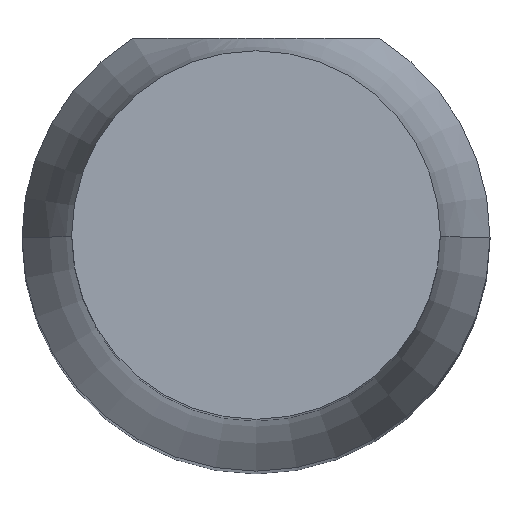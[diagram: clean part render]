
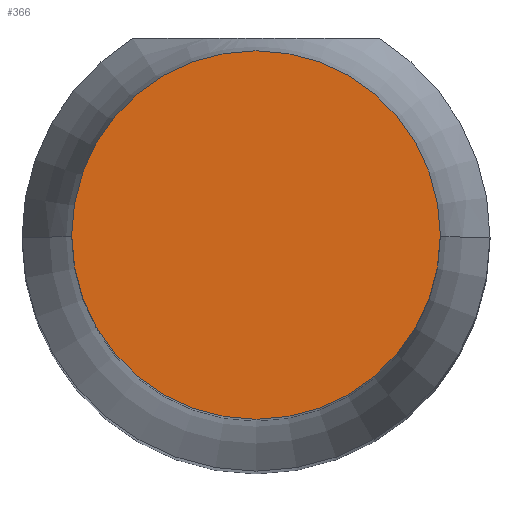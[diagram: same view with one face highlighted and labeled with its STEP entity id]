
A CAD part, top view. The second image highlights one B-rep face of the part: STEP entity #366.
In plain terms, the highlighted planar face has unit normal (0, 0, 1).
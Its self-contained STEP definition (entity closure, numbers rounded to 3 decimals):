
#28 = ORIENTED_EDGE ( 'NONE', *, *, #185, .T. ) ;
#31 = AXIS2_PLACEMENT_3D ( 'NONE', #156, #396, #192 ) ;
#51 = VERTEX_POINT ( 'NONE', #352 ) ;
#55 = DIRECTION ( 'NONE',  ( 0., 0., 1. ) ) ;
#84 = EDGE_LOOP ( 'NONE', ( #335, #28 ) ) ;
#96 = AXIS2_PLACEMENT_3D ( 'NONE', #98, #55, #259 ) ;
#98 = CARTESIAN_POINT ( 'NONE',  ( 0., -7., 37. ) ) ;
#156 = CARTESIAN_POINT ( 'NONE',  ( 0., -7., 37. ) ) ;
#185 = EDGE_CURVE ( 'NONE', #51, #381, #411, .T. ) ;
#192 = DIRECTION ( 'NONE',  ( 1., 0., 0. ) ) ;
#243 = DIRECTION ( 'NONE',  ( 1., 0., 0. ) ) ;
#259 = DIRECTION ( 'NONE',  ( 1., 0., 0. ) ) ;
#288 = FACE_OUTER_BOUND ( 'NONE', #84, .T. ) ;
#316 = DIRECTION ( 'NONE',  ( 0., 0., 1. ) ) ;
#326 = CARTESIAN_POINT ( 'NONE',  ( 0., -7., 37. ) ) ;
#335 = ORIENTED_EDGE ( 'NONE', *, *, #507, .T. ) ;
#337 = PLANE ( 'NONE',  #96 ) ;
#352 = CARTESIAN_POINT ( 'NONE',  ( 3.15, -7., 37. ) ) ;
#366 = ADVANCED_FACE ( 'NONE', ( #288 ), #337, .T. ) ;
#370 = AXIS2_PLACEMENT_3D ( 'NONE', #326, #316, #243 ) ;
#381 = VERTEX_POINT ( 'NONE', #422 ) ;
#396 = DIRECTION ( 'NONE',  ( 0., 0., 1. ) ) ;
#411 = CIRCLE ( 'NONE', #370, 3.15 ) ;
#414 = CIRCLE ( 'NONE', #31, 3.15 ) ;
#422 = CARTESIAN_POINT ( 'NONE',  ( -3.15, -7., 37. ) ) ;
#507 = EDGE_CURVE ( 'NONE', #381, #51, #414, .T. ) ;
